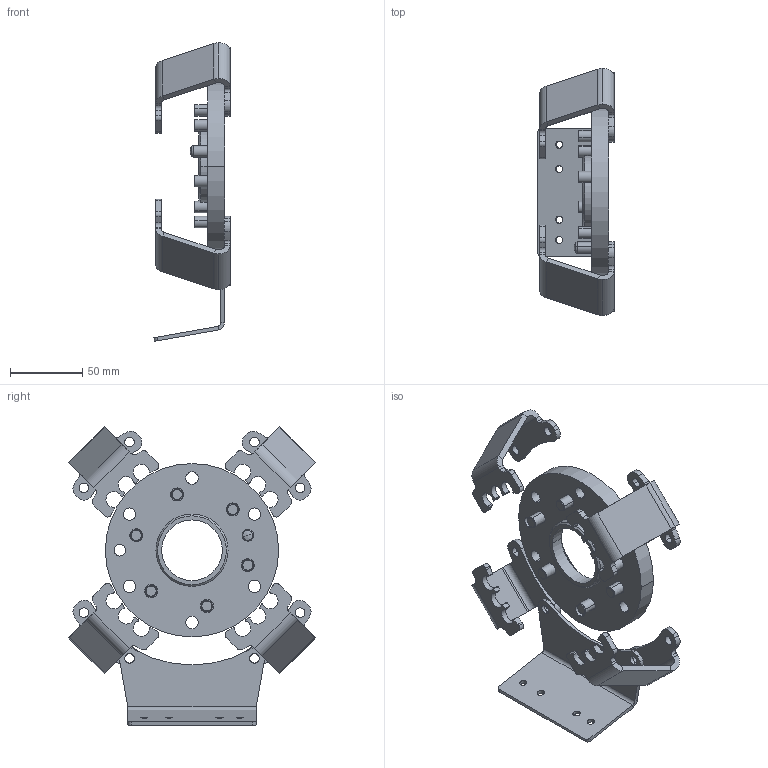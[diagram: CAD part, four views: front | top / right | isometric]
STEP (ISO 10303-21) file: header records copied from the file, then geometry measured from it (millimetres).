
FILE_DESCRIPTION (( 'STEP AP203' ), '1' );
FILE_NAME ('P4109.STEP', '2020-10-06T13:15:41', ( '' ), ( '' ), 'SwSTEP 2.0', 'SolidWorks 2019', '' );
FILE_SCHEMA (( 'CONFIG_CONTROL_DESIGN' ));
Length unit declared in the file: millimetre
Products named in the file (1): P4109
Bounding box: 52.88 x 171.07 x 206.77 mm (x, y, z)
Volume: 180472 mm3; surface area: 89269.7 mm2
Topology: 13 solids, 13 shells, 476 faces, 1206 edges, 770 vertices
Faces by surface type: cylinder 271, plane 169, cone 20, torus 12, sphere 4
Entity records: 14679 total; most frequent: DIRECTION 2760, CARTESIAN_POINT 2495, ORIENTED_EDGE 2412, EDGE_CURVE 1206, AXIS2_PLACEMENT_3D 1083, VERTEX_POINT 770, CIRCLE 606, LINE 594
